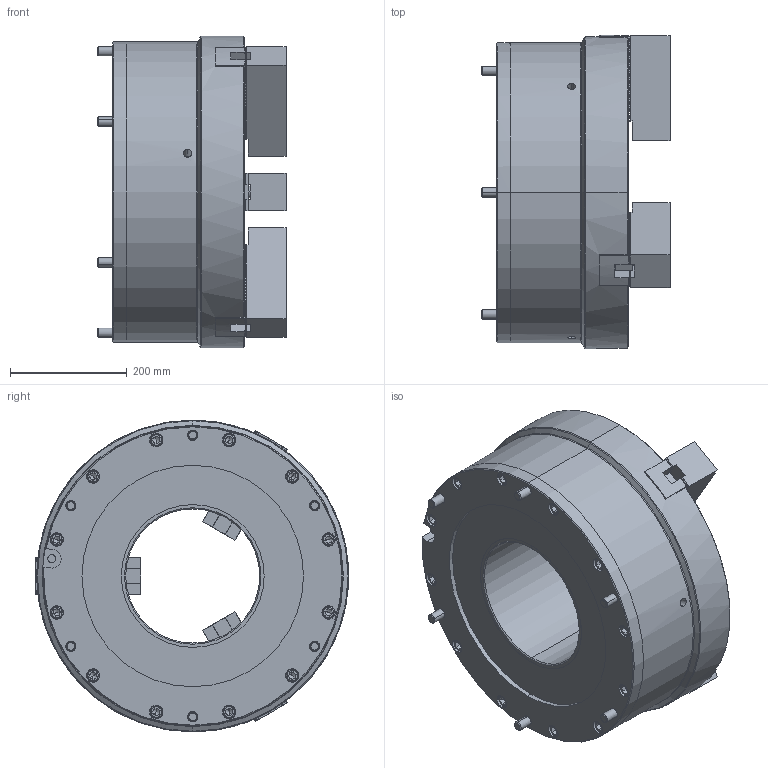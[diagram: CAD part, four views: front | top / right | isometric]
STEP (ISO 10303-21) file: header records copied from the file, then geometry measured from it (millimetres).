
FILE_DESCRIPTION (( 'STEP AP203' ), '1' );
FILE_NAME ('CF-AP-230.STEP', '2022-07-05T09:34:04', ( '' ), ( '' ), 'SwSTEP 2.0', 'SolidWorks 2020', '' );
FILE_SCHEMA (( 'CONFIG_CONTROL_DESIGN' ));
Length unit declared in the file: millimetre
Products named in the file (13): CF-AP-185-11000; 圓頭內六角螺栓_M20x45; CF-AP-185-17010; CF-AP-230; CF-AP-275-03000; CF-AP-230-01000; SJ-230,275; CF-AP-230-05000; 圓頭內六角螺栓_M8x16; CF-AP-230-06000; 圓頭內六角螺栓_M14x35; CF-AP-185-04000; 圓頭內六角螺栓_M16x175
Assembly tree (51 placements, depth 2):
  CF-AP-230
    CF-AP-230-01000
    CF-AP-230-05000
    CF-AP-230-06000
    CF-AP-185-04000  x6
    CF-AP-185-11000
    CF-AP-185-17010  x2
    CF-AP-275-03000  x3
    SJ-230,275  x3
    圓頭內六角螺栓_M8x16  x9
    圓頭內六角螺栓_M14x35  x12
    圓頭內六角螺栓_M16x175  x6
    圓頭內六角螺栓_M20x45  x6
Bounding box: 322.7 x 537.47 x 535 mm (x, y, z)
Volume: 40050406.4 mm3; surface area: 2306869.7 mm2
Topology: 51 solids, 51 shells, 3799 faces, 10420 edges, 6780 vertices
Faces by surface type: plane 2604, cylinder 922, cone 265, torus 4, sphere 4
Entity records: 44589 total; most frequent: CARTESIAN_POINT 8562, ORIENTED_EDGE 7176, DIRECTION 6800, EDGE_CURVE 3588, LINE 2606, VECTOR 2606, VERTEX_POINT 2363, AXIS2_PLACEMENT_3D 2097
